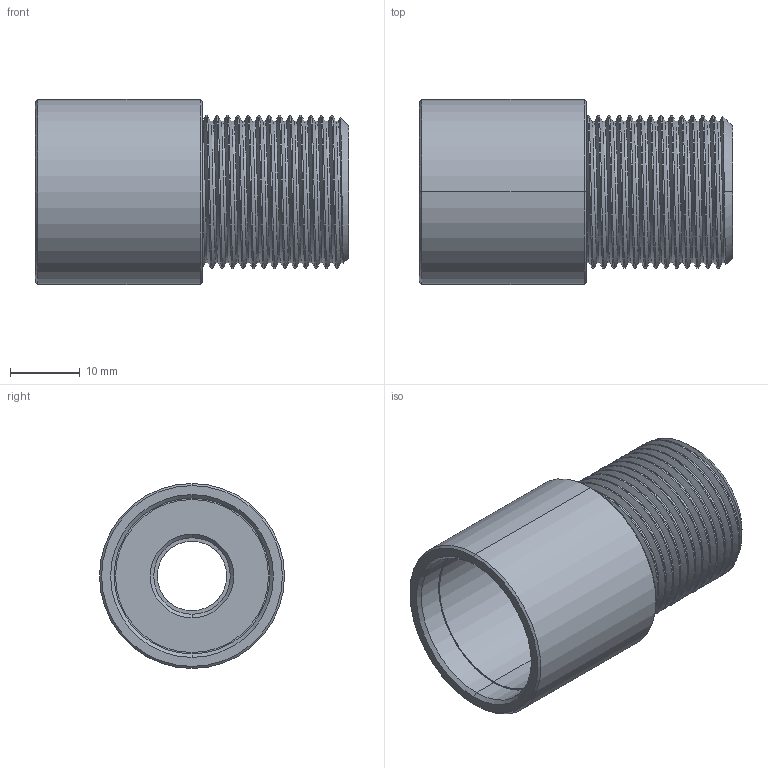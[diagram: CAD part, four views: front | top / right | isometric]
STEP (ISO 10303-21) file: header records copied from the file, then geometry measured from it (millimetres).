
FILE_DESCRIPTION (( 'STEP AP214' ), '1' );
FILE_NAME ('Adapter_A1.STEP', '2017-07-25T07:02:26', ( 'compete' ), ( 'Hewlett-Packard Company' ), 'SwSTEP 2.0', 'SolidWorks 2017', '' );
FILE_SCHEMA (( 'AUTOMOTIVE_DESIGN' ));
Length unit declared in the file: millimetre
Products named in the file (5): Adapter_A1; Oring_ORING 10,82 X 1,78; Leje_MU-B TFP 101208; Skraber_CH56 PT 10 X 16 X 5,3; Adapter_U19xxx48-48_A1_1025-A1
Assembly tree (4 placements, depth 2):
  Adapter_A1
    Adapter_U19xxx48-48_A1_1025-A1
    Leje_MU-B TFP 101208
    Skraber_CH56 PT 10 X 16 X 5,3
    Oring_ORING 10,82 X 1,78
Bounding box: 45 x 26.6 x 26.6 mm (x, y, z)
Volume: 10044.7 mm3; surface area: 9237.3 mm2
Topology: 4 solids, 4 shells, 101 faces, 232 edges, 144 vertices
Faces by surface type: cylinder 55, cone 20, plane 13, torus 10, bspline 3
Entity records: 5364 total; most frequent: CARTESIAN_POINT 2967, DIRECTION 470, ORIENTED_EDGE 464, EDGE_CURVE 232, AXIS2_PLACEMENT_3D 198, VERTEX_POINT 144, EDGE_LOOP 114, ADVANCED_FACE 101
